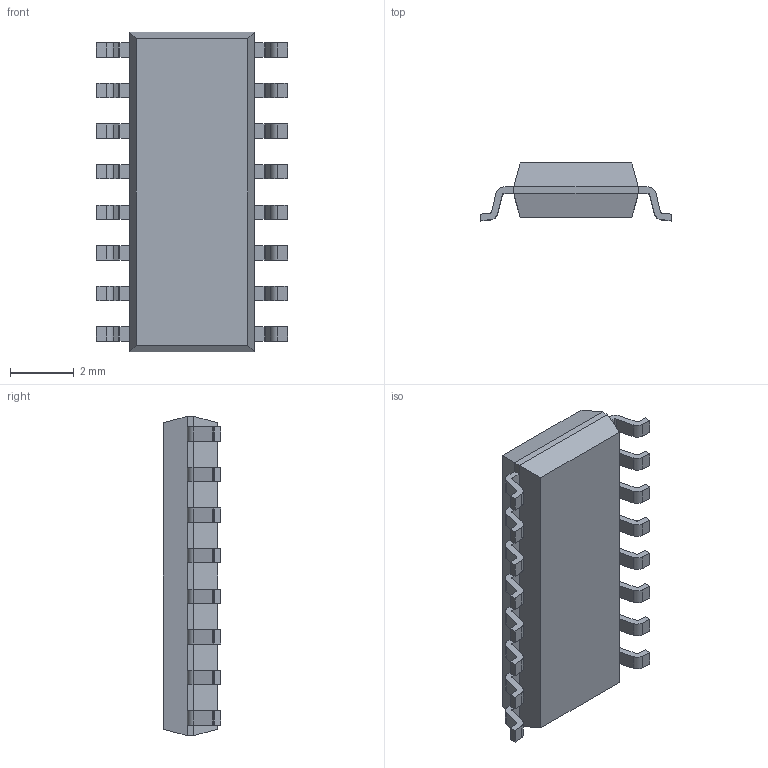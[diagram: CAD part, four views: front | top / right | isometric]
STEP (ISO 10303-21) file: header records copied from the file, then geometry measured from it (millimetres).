
FILE_DESCRIPTION (( 'STEP AP214' ), '1' );
FILE_NAME ('CH340G-SOP-16.STEP', '2022-07-16T13:31:27', ( '' ), ( '' ), 'SwSTEP 2.0', 'SolidWorks 2021', '' );
FILE_SCHEMA (( 'AUTOMOTIVE_DESIGN' ));
Length unit declared in the file: mil
Products named in the file (1): CH340G-SOP-16
Bounding box: 6 x 1.8 x 10 mm (x, y, z)
Volume: 64.2 mm3; surface area: 155.7 mm2
Topology: 17 solids, 17 shells, 568 faces, 1510 edges, 1004 vertices
Faces by surface type: plane 350, bspline 149, cylinder 69
Entity records: 27835 total; most frequent: CARTESIAN_POINT 10184, ORIENTED_EDGE 3020, DIRECTION 2190, EDGE_CURVE 1510, VECTOR 1074, LINE 1074, VERTEX_POINT 1004, EDGE_LOOP 596
